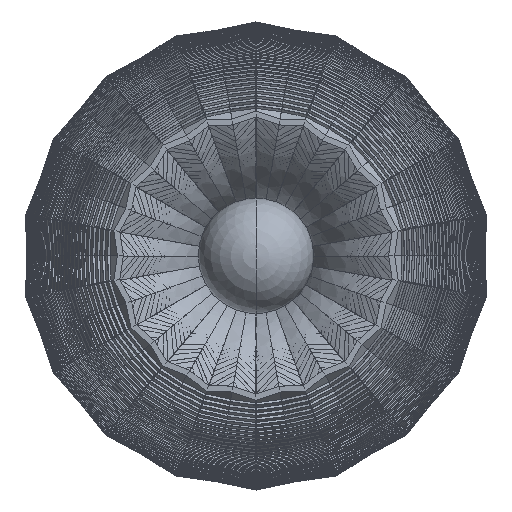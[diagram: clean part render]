
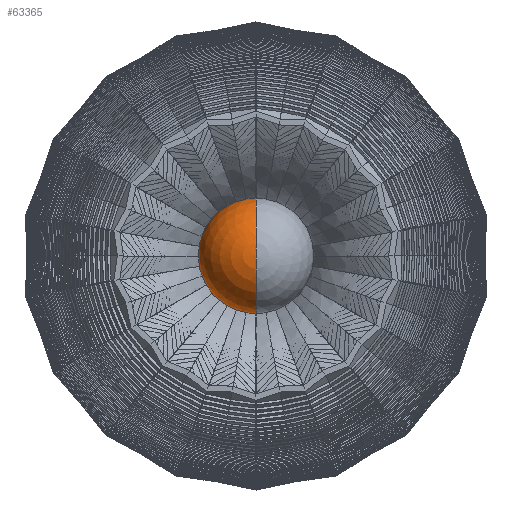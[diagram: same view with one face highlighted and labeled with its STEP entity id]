
A CAD part, top view. The second image highlights one B-rep face of the part: STEP entity #63365.
In plain terms, the highlighted spherical face has radius 30 mm.
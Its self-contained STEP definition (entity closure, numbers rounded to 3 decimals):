
#62998=CARTESIAN_POINT('',(0.,0.,-98.5));
#62999=DIRECTION('',(0.,0.,1.));
#63000=DIRECTION('',(0.,-1.,0.));
#63001=AXIS2_PLACEMENT_3D('',#62998,#62999,#63000);
#63003=CARTESIAN_POINT('',(0.,0.,-117.5));
#63004=DIRECTION('',(1.,0.,0.));
#63005=DIRECTION('',(0.,-0.774,0.633));
#63006=AXIS2_PLACEMENT_3D('',#63003,#63004,#63005);
#63008=CARTESIAN_POINT('',(0.,0.,-117.5));
#63009=DIRECTION('',(-1.,0.,0.));
#63010=DIRECTION('',(0.,0.774,0.633));
#63011=AXIS2_PLACEMENT_3D('',#63008,#63009,#63010);
#63278=CARTESIAN_POINT('',(0.,-23.216,-98.5));
#63279=CARTESIAN_POINT('',(0.,0.,-147.5));
#63280=VERTEX_POINT('',#63278);
#63281=VERTEX_POINT('',#63279);
#63286=CARTESIAN_POINT('',(0.,23.216,-98.5));
#63287=VERTEX_POINT('',#63286);
#63352=CARTESIAN_POINT('',(0.,0.,-117.5));
#63353=DIRECTION('',(0.,0.,1.));
#63354=DIRECTION('',(0.,1.,0.));
#63355=AXIS2_PLACEMENT_3D('',#63352,#63353,#63354);
#63356=SPHERICAL_SURFACE('',#63355,30.);
#63358=ORIENTED_EDGE('',*,*,#63357,.F.);
#63360=ORIENTED_EDGE('',*,*,#63359,.T.);
#63362=ORIENTED_EDGE('',*,*,#63361,.T.);
#63363=EDGE_LOOP('',(#63358,#63360,#63362));
#63364=FACE_OUTER_BOUND('',#63363,.F.);
#63002=CIRCLE('',#63001,23.216);
#63007=CIRCLE('',#63006,30.);
#63012=CIRCLE('',#63011,30.);
#63357=EDGE_CURVE('',#63280,#63281,#63007,.T.);
#63359=EDGE_CURVE('',#63280,#63287,#63002,.T.);
#63361=EDGE_CURVE('',#63287,#63281,#63012,.T.);
#63365=ADVANCED_FACE('',(#63364),#63356,.T.);
